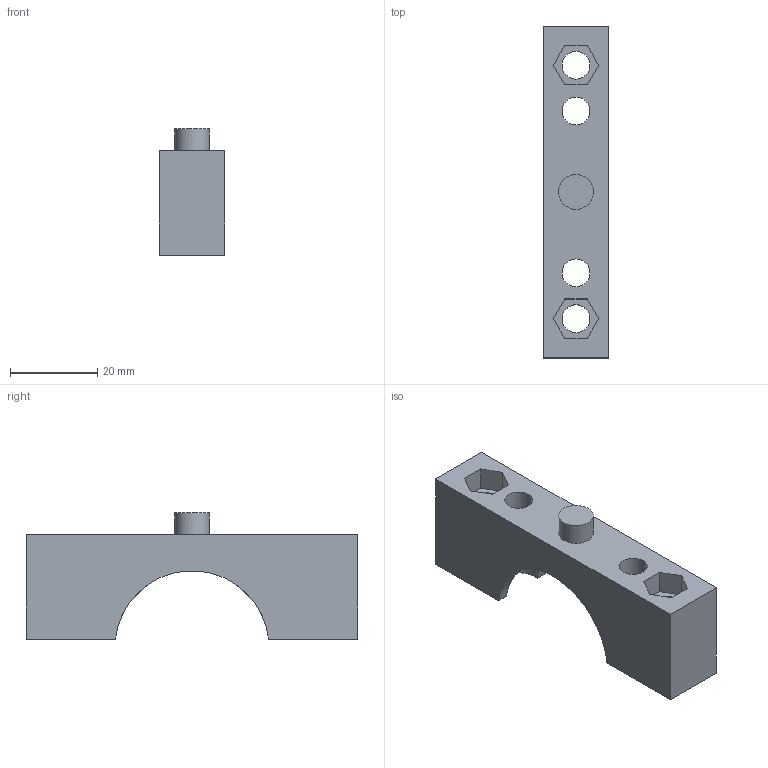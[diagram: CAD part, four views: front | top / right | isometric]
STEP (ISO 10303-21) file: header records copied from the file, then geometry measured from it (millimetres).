
FILE_DESCRIPTION(('FreeCAD Model'),'2;1');
FILE_NAME('Open CASCADE Shape Model','2024-03-28T10:03:15',(''),(''), 'Open CASCADE STEP processor 7.6','FreeCAD','Unknown');
FILE_SCHEMA(('AUTOMOTIVE_DESIGN { 1 0 10303 214 1 1 1 1 }'));
Length unit declared in the file: millimetre
Products named in the file (1): Handlebar_Mount_1
Bounding box: 15 x 76.17 x 29 mm (x, y, z)
Volume: 16398.5 mm3; surface area: 8103.7 mm2
Topology: 1 solids, 1 shells, 32 faces, 81 edges, 54 vertices
Faces by surface type: plane 24, cylinder 8
Full cylindrical faces by diameter (mm): 6.4 x4, 8 x1, 10.2 x2
Entity records: 1181 total; most frequent: CARTESIAN_POINT 352, DIRECTION 163, ORIENTED_EDGE 162, EDGE_CURVE 81, LINE 61, VECTOR 61, VERTEX_POINT 54, AXIS2_PLACEMENT_3D 51
